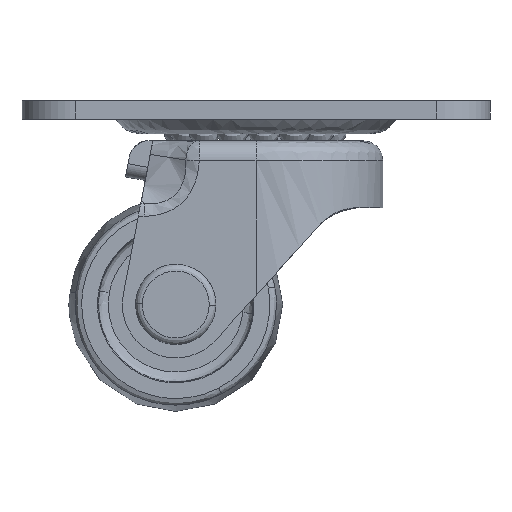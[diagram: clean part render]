
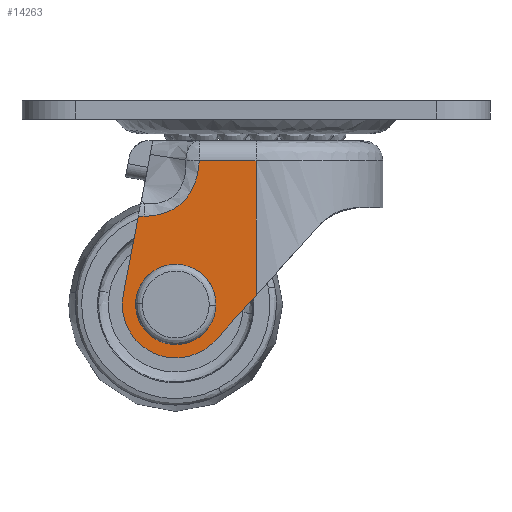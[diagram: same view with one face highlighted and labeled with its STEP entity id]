
A CAD part, front view. The second image highlights one B-rep face of the part: STEP entity #14263.
In plain terms, the highlighted free-form (B-spline) face has degree [1, 1] with [2, 2] control points.
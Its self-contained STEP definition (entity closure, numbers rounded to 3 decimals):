
#11314=CARTESIAN_POINT('',(-3.993,-19.0,-0.244));
#11315=VERTEX_POINT('',#11314);
#11321=CARTESIAN_POINT('',(0.0,-19.0,-4.0));
#11322=VERTEX_POINT('',#11321);
#11323=CARTESIAN_POINT('',(0.0,-19.0,-4.0));
#11324=CARTESIAN_POINT('',(-3.763,-19.,-4.0));
#11325=CARTESIAN_POINT('',(-3.993,-19.0,-0.244));
#11333=(BOUNDED_CURVE()B_SPLINE_CURVE(2,(#11323,#11324,#11325),.UNSPECIFIED.,.F.,.U.)B_SPLINE_CURVE_WITH_KNOTS((3,3),(0.5,0.739),.UNSPECIFIED.)CURVE()GEOMETRIC_REPRESENTATION_ITEM()RATIONAL_B_SPLINE_CURVE((1.0,0.72,0.976))REPRESENTATION_ITEM(''));
#11334=EDGE_CURVE('',#11322,#11315,#11333,.T.);
#11336=CARTESIAN_POINT('',(3.972,-19.0,0.472));
#11337=VERTEX_POINT('',#11336);
#11338=CARTESIAN_POINT('',(3.972,-19.,0.472));
#11339=CARTESIAN_POINT('',(4.0,-19.,0.237));
#11340=CARTESIAN_POINT('',(4.0,-19.0,0.0));
#11341=CARTESIAN_POINT('',(4.,-19.,-4.));
#11342=CARTESIAN_POINT('',(0.0,-19.0,-4.0));
#11350=(BOUNDED_CURVE()B_SPLINE_CURVE(2,(#11338,#11339,#11340,#11341,#11342),.UNSPECIFIED.,.F.,.U.)B_SPLINE_CURVE_WITH_KNOTS((3,2,3),(0.23,0.25,0.5),.UNSPECIFIED.)CURVE()GEOMETRIC_REPRESENTATION_ITEM()RATIONAL_B_SPLINE_CURVE((0.956,0.976,1.0,0.707,1.0))REPRESENTATION_ITEM(''));
#11351=EDGE_CURVE('',#11337,#11322,#11350,.T.);
#11395=CARTESIAN_POINT('',(0.0,-19.0,4.0));
#11396=VERTEX_POINT('',#11395);
#11397=CARTESIAN_POINT('',(0.0,-19.0,4.0));
#11398=CARTESIAN_POINT('',(3.553,-19.,4.));
#11399=CARTESIAN_POINT('',(3.972,-19.,0.472));
#11407=(BOUNDED_CURVE()B_SPLINE_CURVE(2,(#11397,#11398,#11399),.UNSPECIFIED.,.F.,.U.)B_SPLINE_CURVE_WITH_KNOTS((3,3),(0.0,0.23),.UNSPECIFIED.)CURVE()GEOMETRIC_REPRESENTATION_ITEM()RATIONAL_B_SPLINE_CURVE((1.0,0.731,0.956))REPRESENTATION_ITEM(''));
#11408=EDGE_CURVE('',#11396,#11337,#11407,.T.);
#11410=CARTESIAN_POINT('',(-3.993,-19.,-0.244));
#11411=CARTESIAN_POINT('',(-4.0,-19.,-0.122));
#11412=CARTESIAN_POINT('',(-4.0,-19.0,0.0));
#11413=CARTESIAN_POINT('',(-4.,-19.,4.));
#11414=CARTESIAN_POINT('',(0.0,-19.0,4.0));
#11422=(BOUNDED_CURVE()B_SPLINE_CURVE(2,(#11410,#11411,#11412,#11413,#11414),.UNSPECIFIED.,.F.,.U.)B_SPLINE_CURVE_WITH_KNOTS((3,2,3),(0.739,0.75,1.0),.UNSPECIFIED.)CURVE()GEOMETRIC_REPRESENTATION_ITEM()RATIONAL_B_SPLINE_CURVE((0.976,0.988,1.0,0.707,1.0))REPRESENTATION_ITEM(''));
#11423=EDGE_CURVE('',#11315,#11396,#11422,.T.);
#12509=CARTESIAN_POINT('',(3.516,-19.0,21.5));
#12510=VERTEX_POINT('',#12509);
#12618=CARTESIAN_POINT('',(-4.729,-19.0,13.21));
#12619=VERTEX_POINT('',#12618);
#12620=CARTESIAN_POINT('',(3.516,-19.0,21.5));
#12621=CARTESIAN_POINT('',(3.093,-19.0,13.21));
#12622=CARTESIAN_POINT('',(-4.729,-19.0,13.21));
#12630=(BOUNDED_CURVE()B_SPLINE_CURVE(2,(#12620,#12621,#12622),.UNSPECIFIED.,.F.,.U.)CURVE()GEOMETRIC_REPRESENTATION_ITEM()QUASI_UNIFORM_CURVE()RATIONAL_B_SPLINE_CURVE((1.0,0.894,1.0))REPRESENTATION_ITEM(''));
#12631=EDGE_CURVE('',#12510,#12619,#12630,.T.);
#12679=CARTESIAN_POINT('',(-5.599,-19.0,13.21));
#12680=VERTEX_POINT('',#12679);
#12696=CARTESIAN_POINT('',(-4.729,-19.0,13.21));
#12697=CARTESIAN_POINT('',(-5.599,-19.0,13.21));
#12698=QUASI_UNIFORM_CURVE('',1,(#12696,#12697),.UNSPECIFIED.,.F.,.U.);
#12699=EDGE_CURVE('',#12619,#12680,#12698,.T.);
#12952=CARTESIAN_POINT('',(12.0,-19.0,21.5));
#12953=VERTEX_POINT('',#12952);
#13021=CARTESIAN_POINT('',(12.0,-19.0,21.5));
#13022=CARTESIAN_POINT('',(3.516,-19.0,21.5));
#13023=QUASI_UNIFORM_CURVE('',1,(#13021,#13022),.UNSPECIFIED.,.F.,.U.);
#13024=EDGE_CURVE('',#12953,#12510,#13023,.T.);
#13778=CARTESIAN_POINT('',(12.0,-19.0,1.364));
#13779=VERTEX_POINT('',#13778);
#13780=CARTESIAN_POINT('',(12.0,-19.0,1.364));
#13781=CARTESIAN_POINT('',(12.0,-19.0,21.5));
#13782=QUASI_UNIFORM_CURVE('',1,(#13780,#13781),.UNSPECIFIED.,.F.,.U.);
#13783=EDGE_CURVE('',#13779,#12953,#13782,.T.);
#13989=CARTESIAN_POINT('',(5.942,-19.0,-5.356));
#13990=VERTEX_POINT('',#13989);
#13991=CARTESIAN_POINT('',(5.942,-19.0,-5.356));
#13992=CARTESIAN_POINT('',(12.0,-19.0,1.364));
#13993=QUASI_UNIFORM_CURVE('',1,(#13991,#13992),.UNSPECIFIED.,.F.,.U.);
#13994=EDGE_CURVE('',#13990,#13779,#13993,.T.);
#14040=CARTESIAN_POINT('',(-7.855,-19.0,1.515));
#14041=VERTEX_POINT('',#14040);
#14042=CARTESIAN_POINT('',(-7.855,-19.0,1.515));
#14043=CARTESIAN_POINT('',(-9.006,-19.0,-4.452));
#14044=CARTESIAN_POINT('',(-3.566,-19.0,-7.161));
#14045=CARTESIAN_POINT('',(1.874,-19.0,-9.87));
#14046=CARTESIAN_POINT('',(5.942,-19.0,-5.356));
#14054=(BOUNDED_CURVE()B_SPLINE_CURVE(2,(#14042,#14043,#14044,#14045,#14046),.UNSPECIFIED.,.F.,.U.)B_SPLINE_CURVE_WITH_KNOTS((3,2,3),(0.0,0.5,1.0),.UNSPECIFIED.)CURVE()GEOMETRIC_REPRESENTATION_ITEM()RATIONAL_B_SPLINE_CURVE((1.0,0.796,1.0,0.796,1.0))REPRESENTATION_ITEM(''));
#14055=EDGE_CURVE('',#14041,#13990,#14054,.T.);
#14174=CARTESIAN_POINT('',(-5.599,-19.0,13.21));
#14175=CARTESIAN_POINT('',(-7.855,-19.0,1.515));
#14176=QUASI_UNIFORM_CURVE('',1,(#14174,#14175),.UNSPECIFIED.,.F.,.U.);
#14177=EDGE_CURVE('',#12680,#14041,#14176,.T.);
#14243=CARTESIAN_POINT('',(-8.998,-19.0,22.973));
#14244=CARTESIAN_POINT('',(12.999,-19.0,22.973));
#14245=CARTESIAN_POINT('',(-8.998,-19.0,-9.47));
#14246=CARTESIAN_POINT('',(12.999,-19.0,-9.47));
#14247=B_SPLINE_SURFACE_WITH_KNOTS('',1,1,((#14243,#14245),(#14244,#14246)),.UNSPECIFIED.,.F.,.F.,.U.,(2,2),(2,2),(0.0,21.997),(0.0,32.443),.UNSPECIFIED.);
#14248=ORIENTED_EDGE('',*,*,#13024,.T.);
#14249=ORIENTED_EDGE('',*,*,#12631,.T.);
#14250=ORIENTED_EDGE('',*,*,#12699,.T.);
#14251=ORIENTED_EDGE('',*,*,#14177,.T.);
#14252=ORIENTED_EDGE('',*,*,#14055,.T.);
#14253=ORIENTED_EDGE('',*,*,#13994,.T.);
#14254=ORIENTED_EDGE('',*,*,#13783,.T.);
#14255=EDGE_LOOP('',(#14248,#14249,#14250,#14251,#14252,#14253,#14254));
#14256=FACE_OUTER_BOUND('',#14255,.T.);
#14257=ORIENTED_EDGE('',*,*,#11334,.T.);
#14258=ORIENTED_EDGE('',*,*,#11423,.T.);
#14259=ORIENTED_EDGE('',*,*,#11408,.T.);
#14260=ORIENTED_EDGE('',*,*,#11351,.T.);
#14261=EDGE_LOOP('',(#14257,#14258,#14259,#14260));
#14262=FACE_BOUND('',#14261,.T.);
#14263=ADVANCED_FACE('',(#14256,#14262),#14247,.F.);
